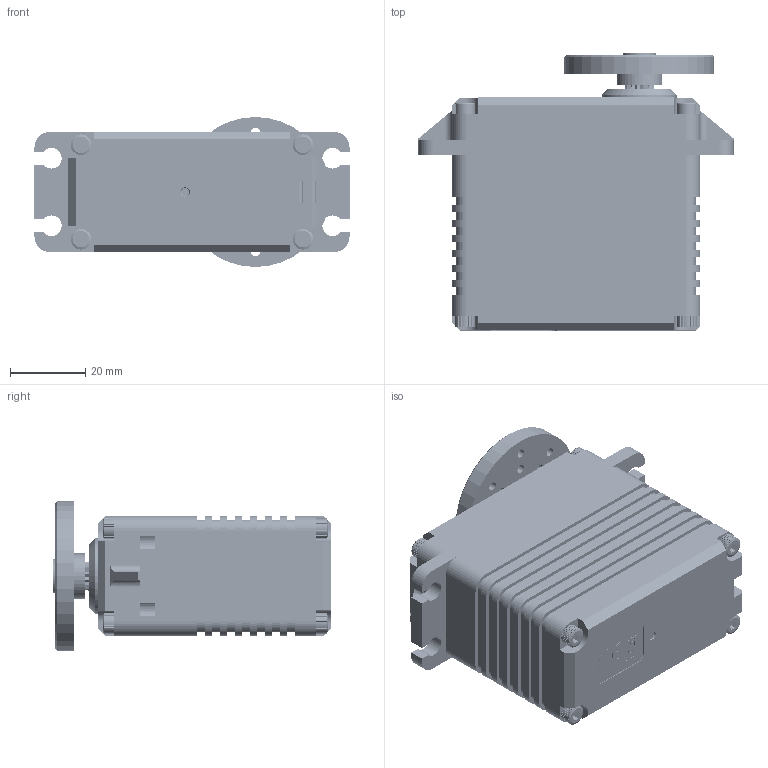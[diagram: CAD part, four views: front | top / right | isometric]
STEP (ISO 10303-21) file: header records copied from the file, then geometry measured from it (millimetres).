
FILE_DESCRIPTION((''),'2;1');
FILE_NAME('D845WP_ASM','2017-03-31T',('jaejin_'),(''),'CREO PARAMETRIC BY PTC INC, 2014440','CREO PARAMETRIC BY PTC INC, 2014440','');
FILE_SCHEMA(('CONFIG_CONTROL_DESIGN'));
Products named in the file (8): D845HT-S; D845T-S; D845L; D845SG5; Q-OA; HSH_M3XL30_SUS_120201000141; 120201000137_SUS_HSH_M3XL18; D845WP_ASM
Assembly tree (13 placements, depth 2):
  D845WP_ASM
    D845HT-S
    D845T-S
    D845L
    D845SG5
    Q-OA
    HSH_M3XL30_SUS_120201000141  x4
    120201000137_SUS_HSH_M3XL18  x4
Bounding box: 84 x 73.87 x 40 mm (x, y, z)
Volume: 138521.1 mm3; surface area: 38918 mm2
Topology: 13 solids, 14 shells, 2997 faces, 8502 edges, 5597 vertices
Faces by surface type: plane 1398, cylinder 1279, bspline 208, cone 112
Entity records: 82616 total; most frequent: CARTESIAN_POINT 25736, ORIENTED_EDGE 8914, DIRECTION 7585, PRESENTATION_STYLE_ASSIGNMENT 4750, STYLED_ITEM 4582, CURVE_STYLE 4457, EDGE_CURVE 4457, VECTOR 3029
